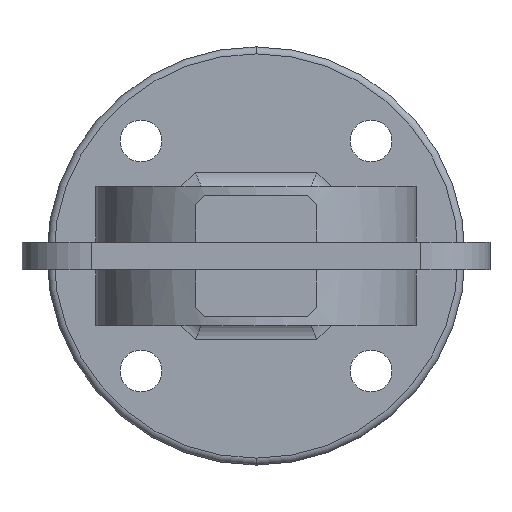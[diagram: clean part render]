
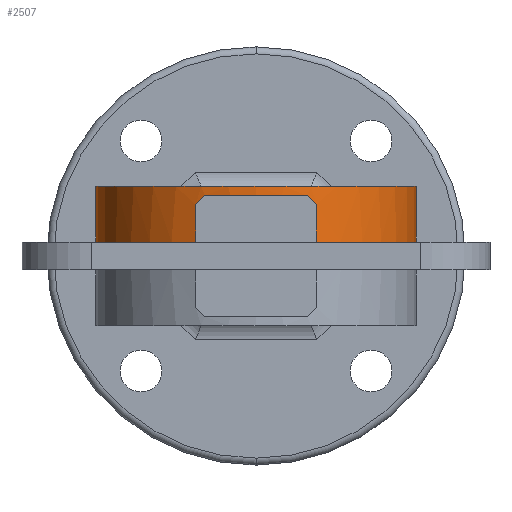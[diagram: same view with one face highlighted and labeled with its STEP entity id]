
A CAD part, front view. The second image highlights one B-rep face of the part: STEP entity #2507.
In plain terms, the highlighted cylindrical face has radius 34.5 mm (diameter 69 mm), a partial arc.
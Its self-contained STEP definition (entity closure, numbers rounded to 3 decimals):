
#135 = DIRECTION ( 'NONE',  ( -1., 0., 0. ) ) ;
#141 = DIRECTION ( 'NONE',  ( 0., 0., -1. ) ) ;
#143 = CARTESIAN_POINT ( 'NONE',  ( 0., 0., 15. ) ) ;
#418 = CARTESIAN_POINT ( 'NONE',  ( 34.5, 0., 15. ) ) ;
#420 = DIRECTION ( 'NONE',  ( 0., 0., -1. ) ) ;
#611 = CARTESIAN_POINT ( 'NONE',  ( 0., 0., 3. ) ) ;
#612 = DIRECTION ( 'NONE',  ( 0., 0., 1. ) ) ;
#613 = DIRECTION ( 'NONE',  ( 1., 0., 0. ) ) ;
#619 = CARTESIAN_POINT ( 'NONE',  ( 0., 0., 3. ) ) ;
#620 = DIRECTION ( 'NONE',  ( 0., 0., 1. ) ) ;
#621 = DIRECTION ( 'NONE',  ( 1., 0., 0. ) ) ;
#677 = EDGE_CURVE ( 'NONE', #1742, #1760, #5264, .T. ) ;
#714 = EDGE_CURVE ( 'NONE', #1602, #1748, #5329, .T. ) ;
#718 = EDGE_CURVE ( 'NONE', #1760, #1611, #5335, .T. ) ;
#776 = EDGE_CURVE ( 'NONE', #1742, #1739, #5418, .T. ) ;
#777 = EDGE_CURVE ( 'NONE', #1639, #1611, #5416, .T. ) ;
#778 = EDGE_CURVE ( 'NONE', #1639, #1640, #1804, .T. ) ;
#779 = EDGE_CURVE ( 'NONE', #1660, #1640, #5420, .T. ) ;
#780 = EDGE_CURVE ( 'NONE', #1660, #1578, #1805, .T. ) ;
#781 = EDGE_CURVE ( 'NONE', #1602, #1578, #5423, .T. ) ;
#978 = AXIS2_PLACEMENT_3D ( 'NONE', #143, #141, #135 ) ;
#1170 = CARTESIAN_POINT ( 'NONE',  ( -11.674, -32.473, 12.326 ) ) ;
#1176 = DIRECTION ( 'NONE',  ( 0., 0., -1. ) ) ;
#1181 = CARTESIAN_POINT ( 'NONE',  ( -13., -31.957, 15. ) ) ;
#1182 = CARTESIAN_POINT ( 'NONE',  ( 0., 0., 15. ) ) ;
#1183 = DIRECTION ( 'NONE',  ( 0., 0., 1. ) ) ;
#1184 = DIRECTION ( 'NONE',  ( 1., 0., 0. ) ) ;
#1185 = CARTESIAN_POINT ( 'NONE',  ( -12.341, -32.225, 11.659 ) ) ;
#1186 = CARTESIAN_POINT ( 'NONE',  ( -13., -31.957, 11. ) ) ;
#1187 = CARTESIAN_POINT ( 'NONE',  ( -11., -32.699, 13. ) ) ;
#1188 = CARTESIAN_POINT ( 'NONE',  ( 12.341, -32.225, 11.659 ) ) ;
#1189 = CARTESIAN_POINT ( 'NONE',  ( 11.674, -32.473, 12.326 ) ) ;
#1191 = CARTESIAN_POINT ( 'NONE',  ( 0., 0., 13. ) ) ;
#1192 = DIRECTION ( 'NONE',  ( 0., 0., -1. ) ) ;
#1193 = DIRECTION ( 'NONE',  ( -1., 0., 0. ) ) ;
#1194 = CARTESIAN_POINT ( 'NONE',  ( 11., -32.699, 13. ) ) ;
#1196 = CARTESIAN_POINT ( 'NONE',  ( 13., -31.957, 11. ) ) ;
#1197 = CARTESIAN_POINT ( 'NONE',  ( 13., -31.957, 15. ) ) ;
#1199 = DIRECTION ( 'NONE',  ( 0., 0., 1. ) ) ;
#1489 = EDGE_CURVE ( 'NONE', #1739, #1748, #2027, .T. ) ;
#1578 = VERTEX_POINT ( 'NONE', #4829 ) ;
#1602 = VERTEX_POINT ( 'NONE', #4853 ) ;
#1611 = VERTEX_POINT ( 'NONE', #4862 ) ;
#1639 = VERTEX_POINT ( 'NONE', #4890 ) ;
#1640 = VERTEX_POINT ( 'NONE', #4891 ) ;
#1660 = VERTEX_POINT ( 'NONE', #4910 ) ;
#1739 = VERTEX_POINT ( 'NONE', #4983 ) ;
#1742 = VERTEX_POINT ( 'NONE', #4986 ) ;
#1748 = VERTEX_POINT ( 'NONE', #4992 ) ;
#1760 = VERTEX_POINT ( 'NONE', #5004 ) ;
#1804 =( BOUNDED_CURVE ( )  B_SPLINE_CURVE ( 3, ( #1186, #1185, #1170, #1187 ),
 .UNSPECIFIED., .F., .F. ) 
 B_SPLINE_CURVE_WITH_KNOTS ( ( 4, 4 ),
 ( 1.184, 1.246 ),
 .UNSPECIFIED. ) 
 CURVE ( )  GEOMETRIC_REPRESENTATION_ITEM ( )  RATIONAL_B_SPLINE_CURVE ( ( 1., 1., 1., 1. ) ) 
 REPRESENTATION_ITEM ( '' )  );
#1805 =( BOUNDED_CURVE ( )  B_SPLINE_CURVE ( 3, ( #1194, #1189, #1188, #1196 ),
 .UNSPECIFIED., .F., .F. ) 
 B_SPLINE_CURVE_WITH_KNOTS ( ( 4, 4 ),
 ( 5.037, 5.099 ),
 .UNSPECIFIED. ) 
 CURVE ( )  GEOMETRIC_REPRESENTATION_ITEM ( )  RATIONAL_B_SPLINE_CURVE ( ( 1., 1., 1., 1. ) ) 
 REPRESENTATION_ITEM ( '' )  );
#2027 = LINE ( 'NONE', #418, #2029 ) ;
#2029 = VECTOR ( 'NONE', #420, 1000. ) ;
#2243 = FACE_OUTER_BOUND ( 'NONE', #5178, .T. ) ;
#2248 = CYLINDRICAL_SURFACE ( 'NONE', #978, 34.5 ) ;
#2507 = ADVANCED_FACE ( 'NONE', ( #2243 ), #2248, .T. ) ;
#2669 = ORIENTED_EDGE ( 'NONE', *, *, #1489, .F. ) ;
#2670 = ORIENTED_EDGE ( 'NONE', *, *, #776, .F. ) ;
#2671 = ORIENTED_EDGE ( 'NONE', *, *, #677, .T. ) ;
#2672 = ORIENTED_EDGE ( 'NONE', *, *, #718, .T. ) ;
#2673 = ORIENTED_EDGE ( 'NONE', *, *, #777, .F. ) ;
#2674 = ORIENTED_EDGE ( 'NONE', *, *, #778, .T. ) ;
#2675 = ORIENTED_EDGE ( 'NONE', *, *, #779, .F. ) ;
#2676 = ORIENTED_EDGE ( 'NONE', *, *, #780, .T. ) ;
#2677 = ORIENTED_EDGE ( 'NONE', *, *, #781, .F. ) ;
#2678 = ORIENTED_EDGE ( 'NONE', *, *, #714, .T. ) ;
#2969 = AXIS2_PLACEMENT_3D ( 'NONE', #611, #612, #613 ) ;
#2970 = AXIS2_PLACEMENT_3D ( 'NONE', #619, #620, #621 ) ;
#3004 = AXIS2_PLACEMENT_3D ( 'NONE', #1182, #1183, #1184 ) ;
#3005 = AXIS2_PLACEMENT_3D ( 'NONE', #1191, #1192, #1193 ) ;
#3917 = CARTESIAN_POINT ( 'NONE',  ( -34.5, 0., 15. ) ) ;
#3925 = DIRECTION ( 'NONE',  ( 0., 0., -1. ) ) ;
#4829 = CARTESIAN_POINT ( 'NONE',  ( 13., -31.957, 11. ) ) ;
#4853 = CARTESIAN_POINT ( 'NONE',  ( 13., -31.957, 3. ) ) ;
#4862 = CARTESIAN_POINT ( 'NONE',  ( -13., -31.957, 3. ) ) ;
#4890 = CARTESIAN_POINT ( 'NONE',  ( -13., -31.957, 11. ) ) ;
#4891 = CARTESIAN_POINT ( 'NONE',  ( -11., -32.699, 13. ) ) ;
#4910 = CARTESIAN_POINT ( 'NONE',  ( 11., -32.699, 13. ) ) ;
#4983 = CARTESIAN_POINT ( 'NONE',  ( 34.5, 0., 15. ) ) ;
#4986 = CARTESIAN_POINT ( 'NONE',  ( -34.5, 0., 15. ) ) ;
#4992 = CARTESIAN_POINT ( 'NONE',  ( 34.5, 0., 3. ) ) ;
#5004 = CARTESIAN_POINT ( 'NONE',  ( -34.5, 0., 3. ) ) ;
#5178 = EDGE_LOOP ( 'NONE', ( #2669, #2670, #2671, #2672, #2673, #2674, #2675, #2676, #2677, #2678 ) ) ;
#5264 = LINE ( 'NONE', #3917, #5266 ) ;
#5266 = VECTOR ( 'NONE', #3925, 1000. ) ;
#5329 = CIRCLE ( 'NONE', #2969, 34.5 ) ;
#5335 = CIRCLE ( 'NONE', #2970, 34.5 ) ;
#5416 = LINE ( 'NONE', #1181, #5421 ) ;
#5418 = CIRCLE ( 'NONE', #3004, 34.5 ) ;
#5420 = CIRCLE ( 'NONE', #3005, 34.5 ) ;
#5421 = VECTOR ( 'NONE', #1176, 1000. ) ;
#5422 = VECTOR ( 'NONE', #1199, 1000. ) ;
#5423 = LINE ( 'NONE', #1197, #5422 ) ;
